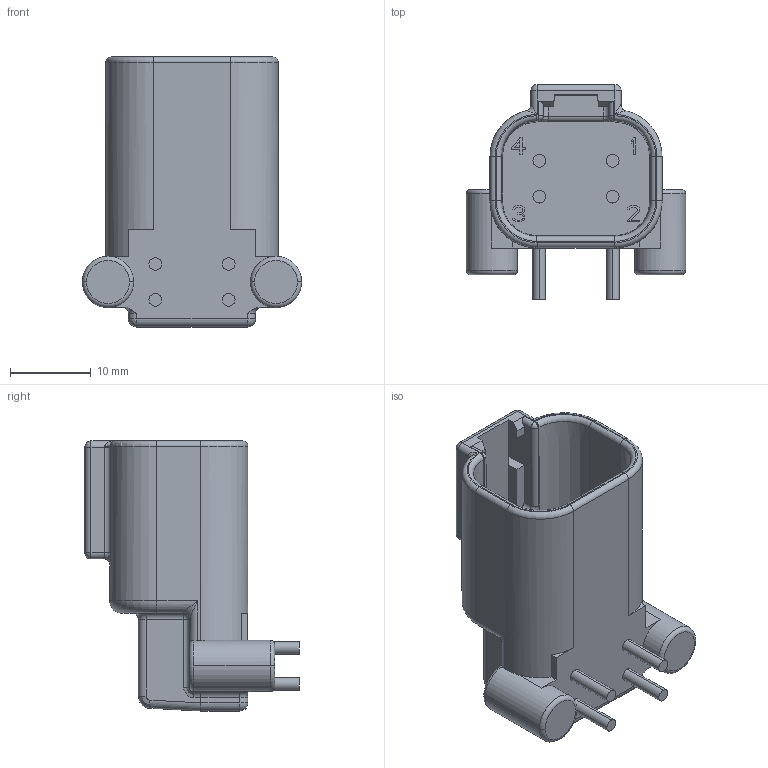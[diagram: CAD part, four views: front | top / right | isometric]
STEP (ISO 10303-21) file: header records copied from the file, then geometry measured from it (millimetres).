
FILE_DESCRIPTION((''),'2;1');
FILE_NAME('C-DTF13-4P','2018-03-08T',('workeradm'),('TE Connectivity Ltd.'),'CREO PARAMETRIC BY PTC INC, 2016050','CREO PARAMETRIC BY PTC INC, 2016050','');
FILE_SCHEMA(('AUTOMOTIVE_DESIGN { 1 0 10303 214 1 1 1 1 }'));
Length unit declared in the file: millimetre
Products named in the file (1): C-DTF13-4P
Bounding box: 27.18 x 26.57 x 33.46 mm (x, y, z)
Volume: 5843.9 mm3; surface area: 4645.3 mm2
Topology: 1 solids, 1 shells, 301 faces, 765 edges, 478 vertices
Faces by surface type: plane 173, cylinder 78, torus 22, bspline 14, sphere 10, cone 4
Entity records: 14944 total; most frequent: CARTESIAN_POINT 7527, ORIENTED_EDGE 1530, DIRECTION 1469, EDGE_CURVE 765, VECTOR 543, LINE 543, VERTEX_POINT 478, AXIS2_PLACEMENT_3D 463
